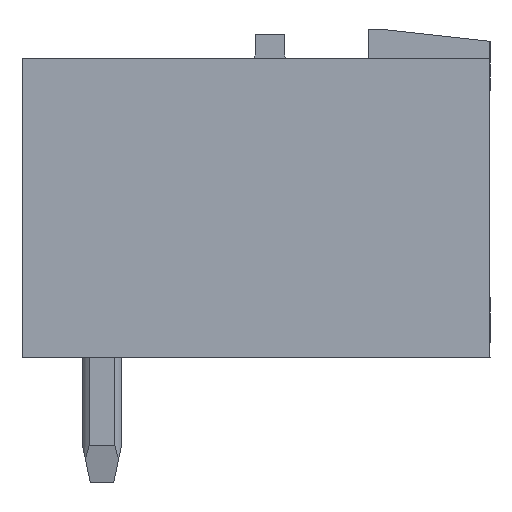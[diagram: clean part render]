
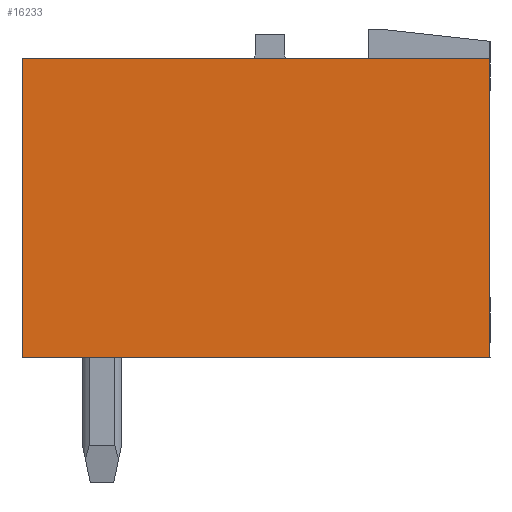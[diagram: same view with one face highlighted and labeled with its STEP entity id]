
A CAD part, left-side view. The second image highlights one B-rep face of the part: STEP entity #16233.
In plain terms, the highlighted planar face has unit normal (-1, 0, 0).
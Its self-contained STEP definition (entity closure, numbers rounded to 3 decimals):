
#16225=AXIS2_PLACEMENT_3D('Plane Axis2P3D',#16222,#16223,#16224) ;
#677=CARTESIAN_POINT('Vertex',(0.,12.,10.88)) ;
#680=CARTESIAN_POINT('Line Origine',(0.,6.,10.88)) ;
#684=CARTESIAN_POINT('Vertex',(0.,0.,10.88)) ;
#1211=CARTESIAN_POINT('Vertex',(0.,12.,3.2)) ;
#1214=CARTESIAN_POINT('Line Origine',(0.,12.,7.04)) ;
#1242=CARTESIAN_POINT('Vertex',(0.,0.,3.2)) ;
#1245=CARTESIAN_POINT('Line Origine',(0.,6.,3.2)) ;
#8466=CARTESIAN_POINT('Line Origine',(0.,0.,7.04)) ;
#16222=CARTESIAN_POINT('Axis2P3D Location',(0.,0.,0.)) ;
#681=DIRECTION('Vector Direction',(0.,1.,0.)) ;
#1215=DIRECTION('Vector Direction',(0.,0.,1.)) ;
#1246=DIRECTION('Vector Direction',(0.,1.,0.)) ;
#8467=DIRECTION('Vector Direction',(0.,0.,-1.)) ;
#16223=DIRECTION('Axis2P3D Direction',(-1.,0.,0.)) ;
#16224=DIRECTION('Axis2P3D XDirection',(0.,-1.,0.)) ;
#682=VECTOR('Line Direction',#681,1.) ;
#1216=VECTOR('Line Direction',#1215,1.) ;
#1247=VECTOR('Line Direction',#1246,1.) ;
#8468=VECTOR('Line Direction',#8467,1.) ;
#16228=ORIENTED_EDGE('',*,*,#8470,.T.) ;
#16229=ORIENTED_EDGE('',*,*,#686,.T.) ;
#16230=ORIENTED_EDGE('',*,*,#1218,.T.) ;
#16231=ORIENTED_EDGE('',*,*,#1249,.T.) ;
#16233=ADVANCED_FACE('Housing',(#16232),#16226,.T.) ;
#686=EDGE_CURVE('',#685,#678,#683,.T.) ;
#1218=EDGE_CURVE('',#678,#1212,#1217,.F.) ;
#1249=EDGE_CURVE('',#1212,#1243,#1248,.F.) ;
#8470=EDGE_CURVE('',#1243,#685,#8469,.F.) ;
#16227=EDGE_LOOP('',(#16228,#16229,#16230,#16231)) ;
#16232=FACE_OUTER_BOUND('',#16227,.T.) ;
#683=LINE('Line',#680,#682) ;
#1217=LINE('Line',#1214,#1216) ;
#1248=LINE('Line',#1245,#1247) ;
#8469=LINE('Line',#8466,#8468) ;
#16226=PLANE('',#16225) ;
#678=VERTEX_POINT('',#677) ;
#685=VERTEX_POINT('',#684) ;
#1212=VERTEX_POINT('',#1211) ;
#1243=VERTEX_POINT('',#1242) ;
